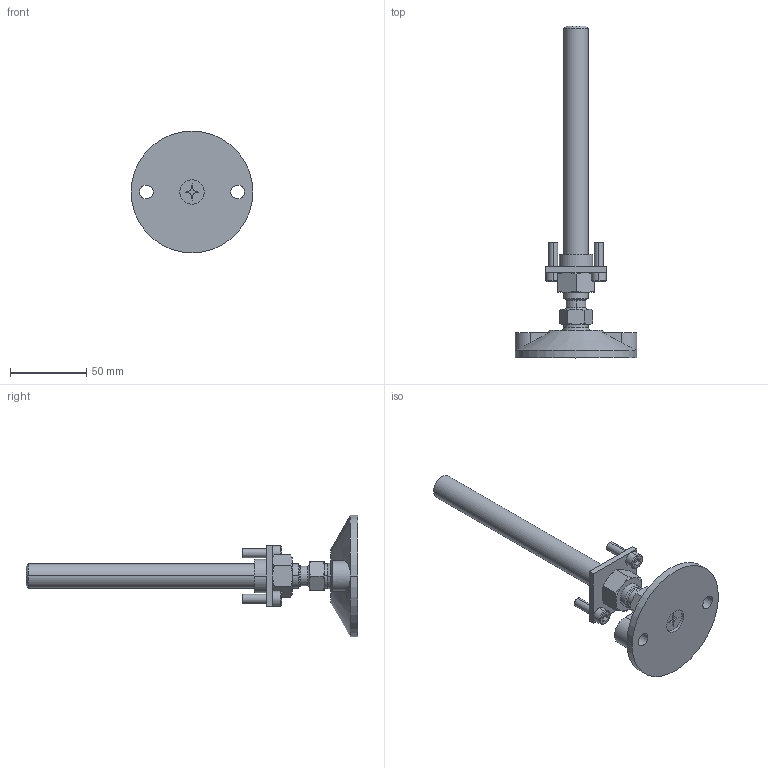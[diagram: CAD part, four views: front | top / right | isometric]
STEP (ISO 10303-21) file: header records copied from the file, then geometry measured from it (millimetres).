
FILE_DESCRIPTION(('Creo Elements/Direct Modeling STEP Export'),'2;1');
FILE_NAME('44.0245.21_Gelenkfuß-MMS-44_80-M16-218mm-KS-ESD.stp','2022-03-21T 8:59:35',(''),(''),'PTC Creo Elements/Direct Modeling STEP processor for AP214 (Solid Model)','PTC Creo Elements/Direct Modeling 19.0C 15-Aug-2015 (C) Parametric Technology GmbH','');
FILE_SCHEMA(('AUTOMOTIVE_DESIGN { 1 0 10303 214 1 1 1 1 }'));
Length unit declared in the file: millimetre
Products named in the file (7): Flansch-MMS-44_40x40x12-M16_44.0249_PX171646.02; Sechskantmutter-DIN934_M16-8.8-verz_11506_PX171652.02; Senkschraube-DIN965_M8x16-8.8-verz_11047_PX173565; Zylinderschraube-DIN7500_M6x20-GEFU-verz_12542_PX171655.1.02; Fußspindel_M16x210_96.7011_PX173642.02.02; Fussteller-MMS-4455_D80x18-ESD_96.7006_PX173713; Gelenkfuß-MMS-44_80-M16-218mm-KS-ESD_44.0245.21_PX173718
Assembly tree (7 placements, depth 2):
  Gelenkfuß-MMS-44_80-M16-218mm-KS-ESD_44.0245.21_PX173718
    Fussteller-MMS-4455_D80x18-ESD_96.7006_PX173713
    Fußspindel_M16x210_96.7011_PX173642.02.02
    Zylinderschraube-DIN7500_M6x20-GEFU-verz_12542_PX171655.1.02  x2
    Senkschraube-DIN965_M8x16-8.8-verz_11047_PX173565
    Sechskantmutter-DIN934_M16-8.8-verz_11506_PX171652.02
    Flansch-MMS-44_40x40x12-M16_44.0249_PX171646.02
Bounding box: 80 x 218 x 80 mm (x, y, z)
Volume: 115591.7 mm3; surface area: 34655 mm2
Topology: 7 solids, 7 shells, 175 faces, 386 edges, 233 vertices
Faces by surface type: plane 65, cone 56, cylinder 46, sphere 4, torus 4
Entity records: 6447 total; most frequent: CARTESIAN_POINT 2984, ORIENTED_EDGE 692, DIRECTION 580, EDGE_CURVE 346, AXIS2_PLACEMENT_3D 219, VERTEX_POINT 209, EDGE_LOOP 179, FACE_OUTER_BOUND 157
